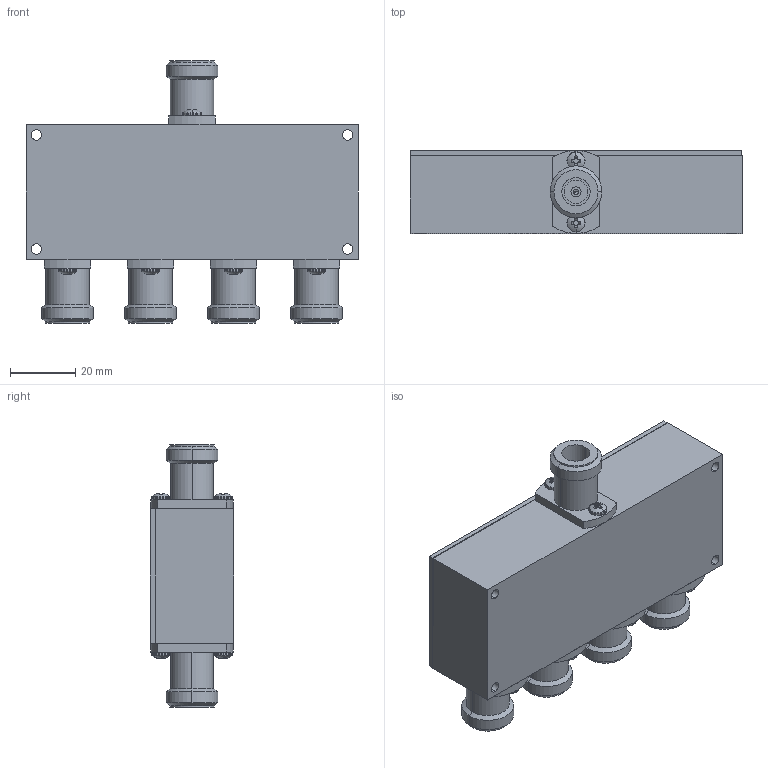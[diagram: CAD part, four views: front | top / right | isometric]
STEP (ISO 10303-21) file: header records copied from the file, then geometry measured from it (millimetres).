
FILE_DESCRIPTION (( 'STEP AP214' ), '1' );
FILE_NAME ('DMS 406-N_A.STEP', '2022-07-28T16:40:54', ( '' ), ( '' ), 'SwSTEP 2.0', 'SolidWorks 2021', '' );
FILE_SCHEMA (( 'AUTOMOTIVE_DESIGN' ));
Length unit declared in the file: inch
Products named in the file (1): DMS 406-N_A
Bounding box: 101.6 x 25.4 x 80.39 mm (x, y, z)
Volume: 119203.4 mm3; surface area: 38321.4 mm2
Topology: 17 solids, 17 shells, 1409 faces, 3777 edges, 2468 vertices
Faces by surface type: cylinder 705, plane 474, cone 130, torus 40, bspline 40, sphere 20
Entity records: 57796 total; most frequent: CARTESIAN_POINT 11363, DIRECTION 7727, ORIENTED_EDGE 7514, EDGE_CURVE 3757, AXIS2_PLACEMENT_3D 3000, VERTEX_POINT 2468, VECTOR 1727, LINE 1727
